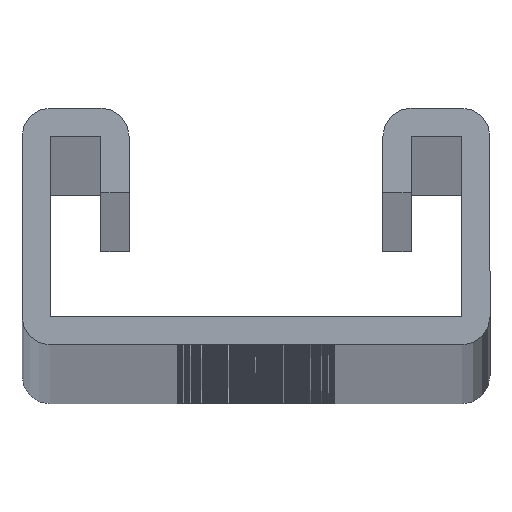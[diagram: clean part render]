
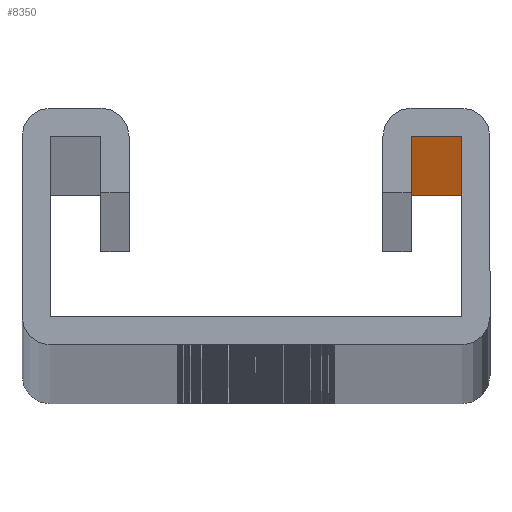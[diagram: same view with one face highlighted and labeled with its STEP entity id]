
A CAD part, top view. The second image highlights one B-rep face of the part: STEP entity #8350.
In plain terms, the highlighted planar face has unit normal (0, -1, 0).
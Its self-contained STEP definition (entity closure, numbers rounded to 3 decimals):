
#100 = LINE ( 'NONE', #8656, #508 ) ;
#110 = EDGE_CURVE ( 'NONE', #4546, #4451, #7058, .T. ) ;
#337 = ORIENTED_EDGE ( 'NONE', *, *, #110, .F. ) ;
#456 = ORIENTED_EDGE ( 'NONE', *, *, #8119, .F. ) ;
#508 = VECTOR ( 'NONE', #1627, 1000. ) ;
#526 = EDGE_CURVE ( 'NONE', #7499, #1543, #5002, .T. ) ;
#791 = DIRECTION ( 'NONE',  ( 0., 0., -1. ) ) ;
#1136 = VECTOR ( 'NONE', #5605, 1000. ) ;
#1209 = FACE_OUTER_BOUND ( 'NONE', #3717, .T. ) ;
#1543 = VERTEX_POINT ( 'NONE', #2281 ) ;
#1627 = DIRECTION ( 'NONE',  ( 1., 0., 0. ) ) ;
#2281 = CARTESIAN_POINT ( 'NONE',  ( 17.412, 12.037, 0. ) ) ;
#3395 = VECTOR ( 'NONE', #5073, 1000. ) ;
#3463 = EDGE_CURVE ( 'NONE', #1543, #4451, #5027, .T. ) ;
#3717 = EDGE_LOOP ( 'NONE', ( #7755, #337, #456, #8431 ) ) ;
#4038 = DIRECTION ( 'NONE',  ( 0., 0., 1. ) ) ;
#4365 = CARTESIAN_POINT ( 'NONE',  ( 21.912, 12.037, 3000. ) ) ;
#4451 = VERTEX_POINT ( 'NONE', #4491 ) ;
#4491 = CARTESIAN_POINT ( 'NONE',  ( 21.912, 12.037, 0. ) ) ;
#4546 = VERTEX_POINT ( 'NONE', #9132 ) ;
#4652 = PLANE ( 'NONE',  #6279 ) ;
#5002 = LINE ( 'NONE', #7899, #1136 ) ;
#5027 = LINE ( 'NONE', #7873, #3395 ) ;
#5073 = DIRECTION ( 'NONE',  ( 1., 0., 0. ) ) ;
#5257 = DIRECTION ( 'NONE',  ( 0., 1., 0. ) ) ;
#5605 = DIRECTION ( 'NONE',  ( 0., 0., -1. ) ) ;
#6279 = AXIS2_PLACEMENT_3D ( 'NONE', #7494, #5257, #4038 ) ;
#6315 = VECTOR ( 'NONE', #791, 1000. ) ;
#6615 = CARTESIAN_POINT ( 'NONE',  ( 17.412, 12.037, 3000. ) ) ;
#7058 = LINE ( 'NONE', #4365, #6315 ) ;
#7494 = CARTESIAN_POINT ( 'NONE',  ( 17.412, 12.037, 3000. ) ) ;
#7499 = VERTEX_POINT ( 'NONE', #6615 ) ;
#7755 = ORIENTED_EDGE ( 'NONE', *, *, #3463, .T. ) ;
#7873 = CARTESIAN_POINT ( 'NONE',  ( 17.412, 12.037, 0. ) ) ;
#7899 = CARTESIAN_POINT ( 'NONE',  ( 17.412, 12.037, 3000. ) ) ;
#8119 = EDGE_CURVE ( 'NONE', #7499, #4546, #100, .T. ) ;
#8350 = ADVANCED_FACE ( 'NONE', ( #1209 ), #4652, .F. ) ;
#8431 = ORIENTED_EDGE ( 'NONE', *, *, #526, .T. ) ;
#8656 = CARTESIAN_POINT ( 'NONE',  ( 17.412, 12.037, 3000. ) ) ;
#9132 = CARTESIAN_POINT ( 'NONE',  ( 21.912, 12.037, 3000. ) ) ;
